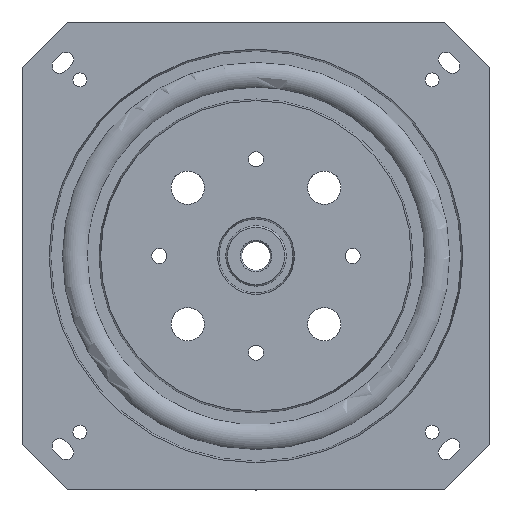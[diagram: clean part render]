
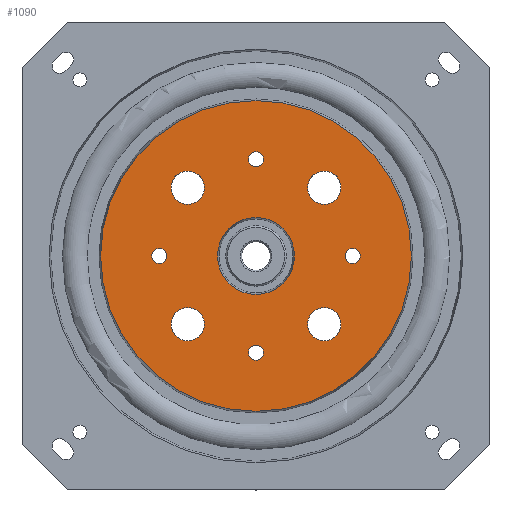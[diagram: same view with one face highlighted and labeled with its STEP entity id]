
A CAD part, top view. The second image highlights one B-rep face of the part: STEP entity #1090.
In plain terms, the highlighted planar face has unit normal (0, 0, 1).
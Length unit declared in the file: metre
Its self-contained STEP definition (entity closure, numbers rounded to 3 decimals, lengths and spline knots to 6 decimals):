
#1090=ADVANCED_FACE('',(#1405,#1406,#1407,#1408,#1409,#1410,#1411,#1412,#1413,#1414),#1415,.F.);
#1405=FACE_BOUND('',#2005,.T.);
#1406=FACE_BOUND('',#2006,.T.);
#1407=FACE_BOUND('',#2007,.T.);
#1408=FACE_BOUND('',#2008,.T.);
#1409=FACE_BOUND('',#2009,.T.);
#1410=FACE_BOUND('',#2010,.T.);
#1411=FACE_BOUND('',#2011,.T.);
#1412=FACE_BOUND('',#2012,.T.);
#1413=FACE_BOUND('',#2013,.T.);
#1414=FACE_OUTER_BOUND('',#2014,.T.);
#1415=PLANE('',#2015);
#2005=EDGE_LOOP('',(#2805));
#2006=EDGE_LOOP('',(#2806));
#2007=EDGE_LOOP('',(#2807));
#2008=EDGE_LOOP('',(#2808));
#2009=EDGE_LOOP('',(#2809));
#2010=EDGE_LOOP('',(#2810));
#2011=EDGE_LOOP('',(#2811));
#2012=EDGE_LOOP('',(#2812));
#2013=EDGE_LOOP('',(#2813));
#2014=EDGE_LOOP('',(#2814));
#2015=AXIS2_PLACEMENT_3D('',#2815,#2816,#2817);
#2805=ORIENTED_EDGE('',*,*,#3767,.T.);
#2806=ORIENTED_EDGE('',*,*,#3769,.T.);
#2807=ORIENTED_EDGE('',*,*,#3771,.T.);
#2808=ORIENTED_EDGE('',*,*,#3773,.T.);
#2809=ORIENTED_EDGE('',*,*,#3775,.T.);
#2810=ORIENTED_EDGE('',*,*,#3777,.T.);
#2811=ORIENTED_EDGE('',*,*,#3779,.T.);
#2812=ORIENTED_EDGE('',*,*,#3781,.T.);
#2813=ORIENTED_EDGE('',*,*,#3790,.F.);
#2814=ORIENTED_EDGE('',*,*,#3791,.T.);
#2815=CARTESIAN_POINT('',(0.0,0.012732,0.0118));
#2816=DIRECTION('',(0.,0.,-1.0));
#2817=DIRECTION('',(1.0,0.,0.));
#3767=EDGE_CURVE('',#4172,#4172,#4173,.T.);
#3769=EDGE_CURVE('',#4176,#4176,#4177,.T.);
#3771=EDGE_CURVE('',#4180,#4180,#4181,.T.);
#3773=EDGE_CURVE('',#4184,#4184,#4185,.T.);
#3775=EDGE_CURVE('',#4188,#4188,#4189,.T.);
#3777=EDGE_CURVE('',#4192,#4192,#4193,.T.);
#3779=EDGE_CURVE('',#4196,#4196,#4197,.T.);
#3781=EDGE_CURVE('',#4200,#4200,#4201,.T.);
#3790=EDGE_CURVE('',#4218,#4218,#4219,.T.);
#3791=EDGE_CURVE('',#4220,#4220,#4221,.T.);
#4172=VERTEX_POINT('',#5017);
#4173=CIRCLE('',#5018,0.0025);
#4176=VERTEX_POINT('',#5021);
#4177=CIRCLE('',#5022,0.0025);
#4180=VERTEX_POINT('',#5025);
#4181=CIRCLE('',#5026,0.0025);
#4184=VERTEX_POINT('',#5029);
#4185=CIRCLE('',#5030,0.0025);
#4188=VERTEX_POINT('',#5033);
#4189=CIRCLE('',#5034,0.0055);
#4192=VERTEX_POINT('',#5037);
#4193=CIRCLE('',#5038,0.0055);
#4196=VERTEX_POINT('',#5041);
#4197=CIRCLE('',#5042,0.0055);
#4200=VERTEX_POINT('',#5045);
#4201=CIRCLE('',#5046,0.0055);
#4218=VERTEX_POINT('',#5063);
#4219=CIRCLE('',#5064,0.012732);
#4220=VERTEX_POINT('',#5065);
#4221=CIRCLE('',#5066,0.051464);
#5017=CARTESIAN_POINT('',(0.0025,0.032,0.0118));
#5018=AXIS2_PLACEMENT_3D('',#5880,#5881,#5882);
#5021=CARTESIAN_POINT('',(0.0345,0.,0.0118));
#5022=AXIS2_PLACEMENT_3D('',#5886,#5887,#5888);
#5025=CARTESIAN_POINT('',(0.0025,-0.032,0.0118));
#5026=AXIS2_PLACEMENT_3D('',#5892,#5893,#5894);
#5029=CARTESIAN_POINT('',(-0.0295,0.,0.0118));
#5030=AXIS2_PLACEMENT_3D('',#5898,#5899,#5900);
#5033=CARTESIAN_POINT('',(-0.017127,0.022627,0.0118));
#5034=AXIS2_PLACEMENT_3D('',#5904,#5905,#5906);
#5037=CARTESIAN_POINT('',(0.028127,0.022627,0.0118));
#5038=AXIS2_PLACEMENT_3D('',#5910,#5911,#5912);
#5041=CARTESIAN_POINT('',(0.028127,-0.022627,0.0118));
#5042=AXIS2_PLACEMENT_3D('',#5916,#5917,#5918);
#5045=CARTESIAN_POINT('',(-0.017127,-0.022627,0.0118));
#5046=AXIS2_PLACEMENT_3D('',#5922,#5923,#5924);
#5063=CARTESIAN_POINT('',(-0.012732,0.,0.0118));
#5064=AXIS2_PLACEMENT_3D('',#5949,#5950,#5951);
#5065=CARTESIAN_POINT('',(-0.051464,0.,0.0118));
#5066=AXIS2_PLACEMENT_3D('',#5952,#5953,#5954);
#5880=CARTESIAN_POINT('',(0.0,0.032,0.0118));
#5881=DIRECTION('',(0.,0.,-1.0));
#5882=DIRECTION('',(1.0,0.,0.));
#5886=CARTESIAN_POINT('',(0.032,0.0,0.0118));
#5887=DIRECTION('',(0.,0.,-1.0));
#5888=DIRECTION('',(1.0,0.,0.));
#5892=CARTESIAN_POINT('',(0.0,-0.032,0.0118));
#5893=DIRECTION('',(0.,0.,-1.0));
#5894=DIRECTION('',(1.0,0.,0.));
#5898=CARTESIAN_POINT('',(-0.032,0.0,0.0118));
#5899=DIRECTION('',(0.,0.,-1.0));
#5900=DIRECTION('',(1.0,0.,0.));
#5904=CARTESIAN_POINT('',(-0.022627,0.022627,0.0118));
#5905=DIRECTION('',(0.,0.,-1.0));
#5906=DIRECTION('',(1.0,0.,0.));
#5910=CARTESIAN_POINT('',(0.022627,0.022627,0.0118));
#5911=DIRECTION('',(0.,0.,-1.0));
#5912=DIRECTION('',(1.0,0.,0.));
#5916=CARTESIAN_POINT('',(0.022627,-0.022627,0.0118));
#5917=DIRECTION('',(0.,0.,-1.0));
#5918=DIRECTION('',(1.0,0.,0.));
#5922=CARTESIAN_POINT('',(-0.022627,-0.022627,0.0118));
#5923=DIRECTION('',(0.,0.,-1.0));
#5924=DIRECTION('',(1.0,0.,0.));
#5949=CARTESIAN_POINT('',(0.0,0.0,0.0118));
#5950=DIRECTION('',(0.,0.,1.0));
#5951=DIRECTION('',(-1.0,0.,0.));
#5952=CARTESIAN_POINT('',(0.0,0.0,0.0118));
#5953=DIRECTION('',(0.,0.,1.0));
#5954=DIRECTION('',(-1.0,0.,0.));
